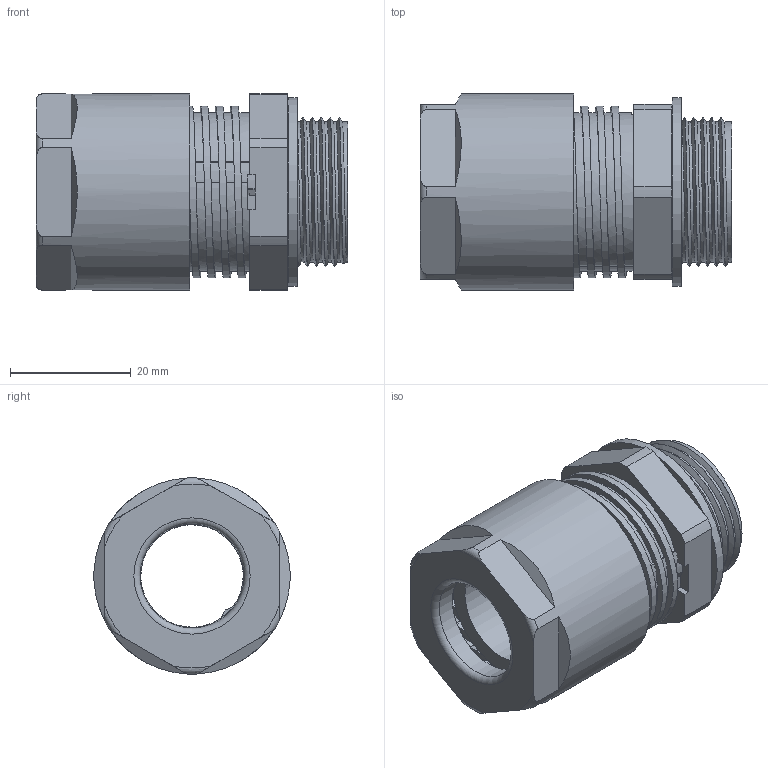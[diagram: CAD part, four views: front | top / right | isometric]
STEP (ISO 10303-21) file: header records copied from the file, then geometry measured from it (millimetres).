
FILE_DESCRIPTION(/* description */ ('DAE-KV NEW M25x1,5'),/* implementation_level */ '2;1');
FILE_NAME(/* name */ '13087525G2-RST.stp',/* time_stamp */ '2025-10-22T11:37:34+02:00',/* author */ ('sl'),/* organization */ (''),/* preprocessor_version */ 'ST-DEVELOPER v16.5',/* originating_system */ 'Autodesk Inventor 2017',/* authorisation */ '');
FILE_SCHEMA (('CONFIG_CONTROL_DESIGN'));
Length unit declared in the file: millimetre
Products named in the file (9): 13087525G2; 13087525G2_1; 13087525G2_2; 1x087525G2; 1x087525G2_1; 1x087525G2_2; 13087525G2_3; 1x087525G2_3; 13087525G2_4
Assembly tree (8 placements, depth 2):
  13087525G2
    13087525G2_1
    13087525G2_2
    1x087525G2
    1x087525G2_1
    1x087525G2_2
    13087525G2_3
    1x087525G2_3
    13087525G2_4
Bounding box: 51.71 x 32.53 x 32.53 mm (x, y, z)
Volume: 19962.1 mm3; surface area: 22983.2 mm2
Topology: 8 solids, 8 shells, 333 faces, 934 edges, 621 vertices
Faces by surface type: plane 202, cylinder 96, torus 28, bspline 6, cone 1
Full cylindrical faces by diameter (mm): 16.99 x1, 17.28 x1, 17.97 x1, 18.08 x1, 18.22 x1, 19.85 x1, 22.38 x1, 22.6 x1, 22.97 x1, 23.248 x6, 23.68 x1, 26.31 x5, 26.36 x1, 28.91 x6, 31.37 x1, 32.53 x1
Entity records: 14192 total; most frequent: CARTESIAN_POINT 5742, DIRECTION 1727, ORIENTED_EDGE 1716, EDGE_CURVE 858, AXIS2_PLACEMENT_3D 620, VERTEX_POINT 583, LINE 487, VECTOR 487
